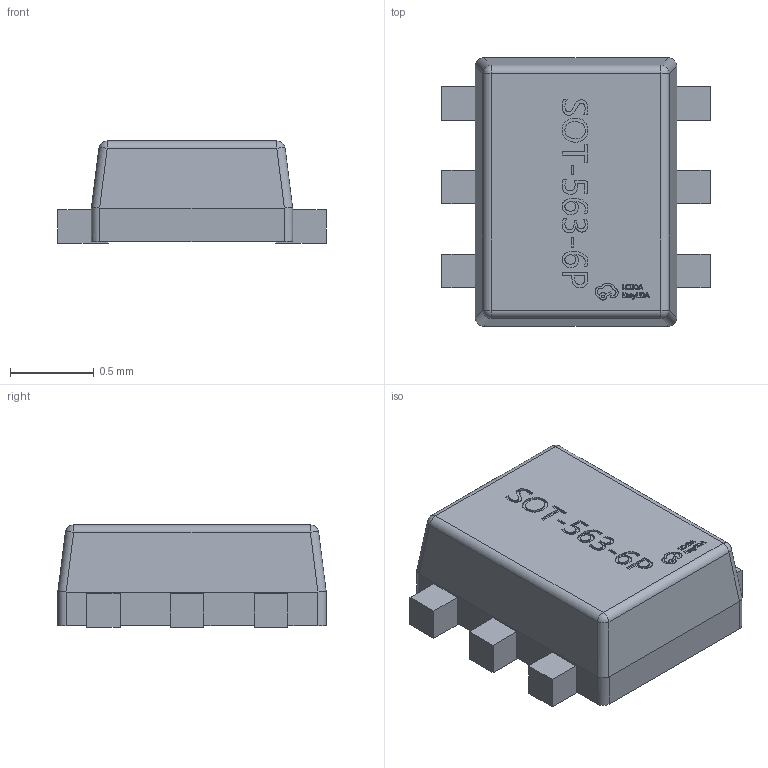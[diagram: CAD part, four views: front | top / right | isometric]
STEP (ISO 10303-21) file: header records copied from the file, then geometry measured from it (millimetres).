
FILE_DESCRIPTION (( 'STEP AP214' ), '1' );
FILE_NAME ('SOT-563-6P_L1.6-W1.2-H0.6-LS1.6-P0.50.step', '2022-07-26T11:15:10', ( '' ), ( '' ), 'SwSTEP 2.0', 'SolidWorks 2020', '' );
FILE_SCHEMA (( 'AUTOMOTIVE_DESIGN' ));
Length unit declared in the file: millimetre
Products named in the file (1): SOT-563-6P_L1.6-W1.2-H0.6-LS1.6-P0.50
Bounding box: 1.6 x 1.6 x 0.61 mm (x, y, z)
Volume: 1.1 mm3; surface area: 7.8 mm2
Topology: 14 solids, 14 shells, 476 faces, 1269 edges, 842 vertices
Faces by surface type: plane 281, bspline 179, cylinder 12, sphere 4
Entity records: 24023 total; most frequent: CARTESIAN_POINT 9027, ORIENTED_EDGE 2538, DIRECTION 1507, EDGE_CURVE 1269, LINE 879, VECTOR 879, VERTEX_POINT 842, EDGE_LOOP 509
